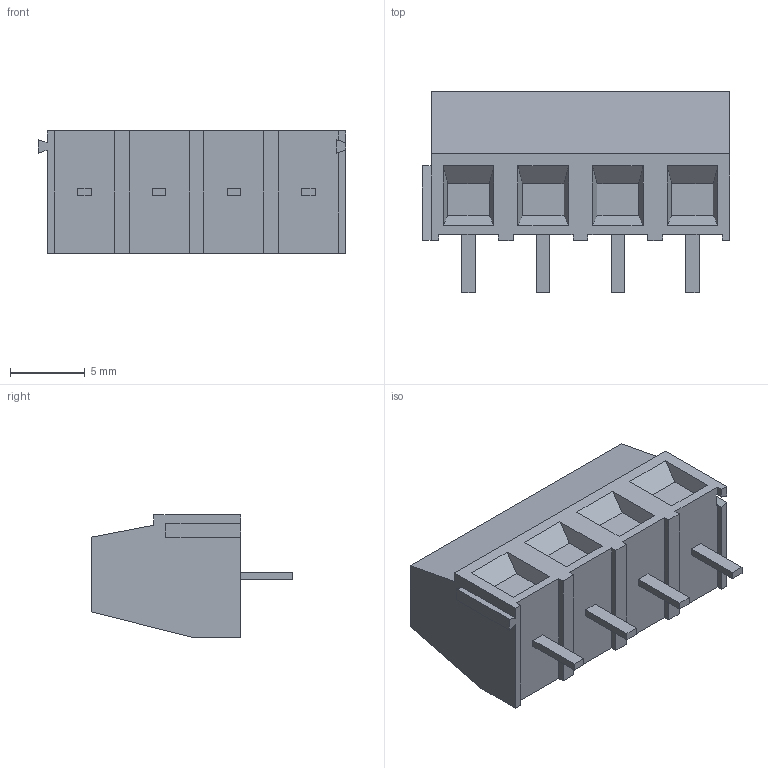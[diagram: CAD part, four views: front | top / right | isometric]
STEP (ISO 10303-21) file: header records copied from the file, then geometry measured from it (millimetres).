
FILE_DESCRIPTION((''),'2;1');
FILE_NAME('C-282836-4','2011-01-28T',('workeradm'),('Tyco Electronics Ltd.'),'PRO/ENGINEER BY PARAMETRIC TECHNOLOGY CORPORATION, 2009300','PRO/ENGINEER BY PARAMETRIC TECHNOLOGY CORPORATION, 2009300','');
FILE_SCHEMA(('AUTOMOTIVE_DESIGN { 1 0 10303 214 1 1 1 1 }'));
Length unit declared in the file: millimetre
Products named in the file (1): C-282836-4
Bounding box: 20.6 x 13.5 x 8.2 mm (x, y, z)
Volume: 1290.2 mm3; surface area: 1018.2 mm2
Topology: 1 solids, 1 shells, 123 faces, 327 edges, 218 vertices
Faces by surface type: plane 115, cylinder 8
Entity records: 4047 total; most frequent: CARTESIAN_POINT 670, ORIENTED_EDGE 654, DIRECTION 605, EDGE_CURVE 327, VECTOR 295, LINE 295, VERTEX_POINT 218, AXIS2_PLACEMENT_3D 155
